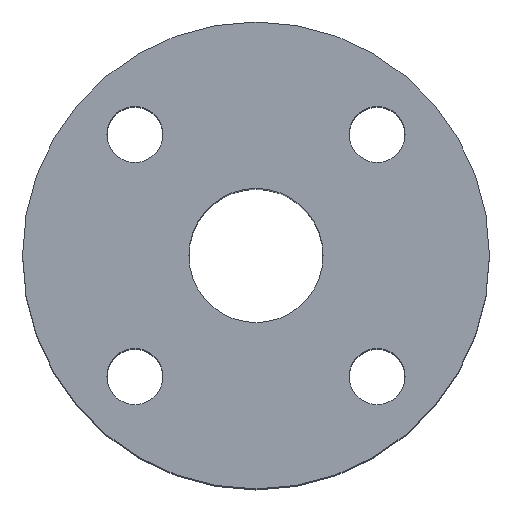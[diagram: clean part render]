
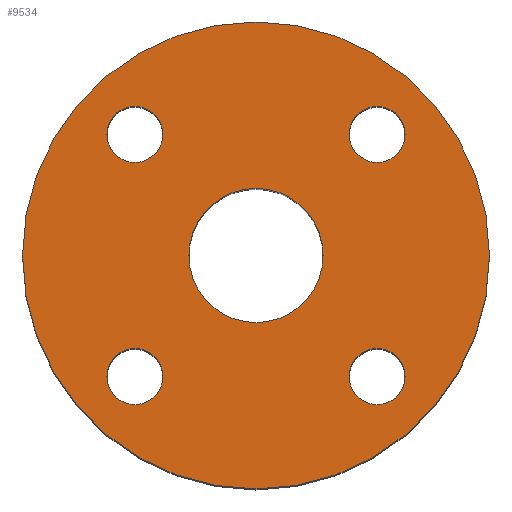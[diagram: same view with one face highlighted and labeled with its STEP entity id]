
A CAD part, top view. The second image highlights one B-rep face of the part: STEP entity #9534.
In plain terms, the highlighted planar face has unit normal (0, 0, 1).
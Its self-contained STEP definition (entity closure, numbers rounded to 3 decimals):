
#39 = CARTESIAN_POINT ( 'NONE',  ( 0., 0., 0. ) ) ;
#347 = VERTEX_POINT ( 'NONE', #16933 ) ;
#387 = CIRCLE ( 'NONE', #22941, 9. ) ;
#479 = DIRECTION ( 'NONE',  ( 0., 0., 1. ) ) ;
#600 = EDGE_CURVE ( 'NONE', #16505, #347, #387, .T. ) ;
#931 = VERTEX_POINT ( 'NONE', #28170 ) ;
#1067 = EDGE_CURVE ( 'NONE', #1837, #1730, #9773, .T. ) ;
#1439 = AXIS2_PLACEMENT_3D ( 'NONE', #17223, #7780, #28091 ) ;
#1597 = EDGE_LOOP ( 'NONE', ( #21366, #20204 ) ) ;
#1611 = CARTESIAN_POINT ( 'NONE',  ( 29.891, 38.891, 0. ) ) ;
#1730 = VERTEX_POINT ( 'NONE', #6385 ) ;
#1837 = VERTEX_POINT ( 'NONE', #11684 ) ;
#2035 = EDGE_CURVE ( 'NONE', #1730, #1837, #9337, .T. ) ;
#2398 = CARTESIAN_POINT ( 'NONE',  ( 38.891, -38.891, 0. ) ) ;
#2410 = ORIENTED_EDGE ( 'NONE', *, *, #24037, .F. ) ;
#2512 = DIRECTION ( 'NONE',  ( 0., 1., 0. ) ) ;
#2899 = DIRECTION ( 'NONE',  ( -1., 0., 0. ) ) ;
#3299 = CIRCLE ( 'NONE', #1439, 21.55 ) ;
#4514 = CARTESIAN_POINT ( 'NONE',  ( -21.55, 0., 0. ) ) ;
#4555 = CIRCLE ( 'NONE', #21024, 75. ) ;
#4737 = CARTESIAN_POINT ( 'NONE',  ( -75., 0., 0. ) ) ;
#4783 = CIRCLE ( 'NONE', #23135, 9. ) ;
#4793 = EDGE_LOOP ( 'NONE', ( #5411, #19225 ) ) ;
#5079 = ORIENTED_EDGE ( 'NONE', *, *, #19150, .F. ) ;
#5351 = EDGE_CURVE ( 'NONE', #14998, #931, #20367, .T. ) ;
#5411 = ORIENTED_EDGE ( 'NONE', *, *, #5804, .F. ) ;
#5467 = ORIENTED_EDGE ( 'NONE', *, *, #600, .F. ) ;
#5804 = EDGE_CURVE ( 'NONE', #14251, #22482, #21780, .T. ) ;
#6385 = CARTESIAN_POINT ( 'NONE',  ( -29.891, 38.891, 0. ) ) ;
#7357 = DIRECTION ( 'NONE',  ( 0., 0., 1. ) ) ;
#7416 = CARTESIAN_POINT ( 'NONE',  ( -29.891, -38.891, 0. ) ) ;
#7780 = DIRECTION ( 'NONE',  ( 0., 0., 1. ) ) ;
#8080 = FACE_BOUND ( 'NONE', #28847, .T. ) ;
#8132 = CIRCLE ( 'NONE', #22705, 9. ) ;
#9218 = CARTESIAN_POINT ( 'NONE',  ( 38.891, 38.891, 0. ) ) ;
#9337 = CIRCLE ( 'NONE', #26717, 9. ) ;
#9457 = CIRCLE ( 'NONE', #26859, 9. ) ;
#9516 = ORIENTED_EDGE ( 'NONE', *, *, #26436, .T. ) ;
#9534 = ADVANCED_FACE ( 'NONE', ( #16633, #8080, #10143, #21343, #9998, #19283 ), #27949, .F. ) ;
#9580 = EDGE_CURVE ( 'NONE', #22482, #14251, #3299, .T. ) ;
#9657 = EDGE_LOOP ( 'NONE', ( #20416, #2410 ) ) ;
#9773 = CIRCLE ( 'NONE', #26237, 9. ) ;
#9998 = FACE_BOUND ( 'NONE', #4793, .T. ) ;
#10112 = CARTESIAN_POINT ( 'NONE',  ( 0., 0., 0. ) ) ;
#10143 = FACE_BOUND ( 'NONE', #1597, .T. ) ;
#10835 = AXIS2_PLACEMENT_3D ( 'NONE', #19433, #14407, #28387 ) ;
#10843 = DIRECTION ( 'NONE',  ( 1., 0., 0. ) ) ;
#11002 = DIRECTION ( 'NONE',  ( 0., 0., 1. ) ) ;
#11007 = CIRCLE ( 'NONE', #21347, 9. ) ;
#11530 = CARTESIAN_POINT ( 'NONE',  ( 38.891, 38.891, 0. ) ) ;
#11684 = CARTESIAN_POINT ( 'NONE',  ( -47.891, 38.891, 0. ) ) ;
#11943 = EDGE_LOOP ( 'NONE', ( #9516, #14594 ) ) ;
#12347 = DIRECTION ( 'NONE',  ( -1., 0., 0. ) ) ;
#13213 = DIRECTION ( 'NONE',  ( 0., 1., 0. ) ) ;
#13287 = DIRECTION ( 'NONE',  ( 0., -1., 0. ) ) ;
#13623 = DIRECTION ( 'NONE',  ( 0., 0., 1. ) ) ;
#13636 = DIRECTION ( 'NONE',  ( 0., 0., 1. ) ) ;
#13704 = CARTESIAN_POINT ( 'NONE',  ( -38.891, 38.891, 0. ) ) ;
#14251 = VERTEX_POINT ( 'NONE', #23575 ) ;
#14350 = ORIENTED_EDGE ( 'NONE', *, *, #20908, .F. ) ;
#14407 = DIRECTION ( 'NONE',  ( 0., 0., -1. ) ) ;
#14594 = ORIENTED_EDGE ( 'NONE', *, *, #5351, .T. ) ;
#14998 = VERTEX_POINT ( 'NONE', #4737 ) ;
#15514 = DIRECTION ( 'NONE',  ( 0., 0., 1. ) ) ;
#15992 = CARTESIAN_POINT ( 'NONE',  ( 0., 0., 0. ) ) ;
#16063 = EDGE_CURVE ( 'NONE', #347, #16505, #9457, .T. ) ;
#16505 = VERTEX_POINT ( 'NONE', #7416 ) ;
#16602 = AXIS2_PLACEMENT_3D ( 'NONE', #15992, #13623, #10843 ) ;
#16633 = FACE_BOUND ( 'NONE', #22230, .T. ) ;
#16844 = VERTEX_POINT ( 'NONE', #26405 ) ;
#16933 = CARTESIAN_POINT ( 'NONE',  ( -47.891, -38.891, 0. ) ) ;
#17040 = DIRECTION ( 'NONE',  ( 1., 0., 0. ) ) ;
#17223 = CARTESIAN_POINT ( 'NONE',  ( 0., 0., 0. ) ) ;
#17924 = DIRECTION ( 'NONE',  ( 1., 0., 0. ) ) ;
#18018 = DIRECTION ( 'NONE',  ( 0., 0., 1. ) ) ;
#18287 = VERTEX_POINT ( 'NONE', #1611 ) ;
#18465 = CARTESIAN_POINT ( 'NONE',  ( 47.891, -38.891, 0. ) ) ;
#18499 = AXIS2_PLACEMENT_3D ( 'NONE', #39, #15514, #24485 ) ;
#18531 = CARTESIAN_POINT ( 'NONE',  ( -38.891, -38.891, 0. ) ) ;
#19150 = EDGE_CURVE ( 'NONE', #16844, #20680, #4783, .T. ) ;
#19225 = ORIENTED_EDGE ( 'NONE', *, *, #9580, .F. ) ;
#19283 = FACE_OUTER_BOUND ( 'NONE', #11943, .T. ) ;
#19433 = CARTESIAN_POINT ( 'NONE',  ( 0., 21.55, 0. ) ) ;
#20084 = CIRCLE ( 'NONE', #24778, 9. ) ;
#20204 = ORIENTED_EDGE ( 'NONE', *, *, #1067, .F. ) ;
#20367 = CIRCLE ( 'NONE', #18499, 75. ) ;
#20416 = ORIENTED_EDGE ( 'NONE', *, *, #26970, .F. ) ;
#20680 = VERTEX_POINT ( 'NONE', #18465 ) ;
#20908 = EDGE_CURVE ( 'NONE', #20680, #16844, #8132, .T. ) ;
#21024 = AXIS2_PLACEMENT_3D ( 'NONE', #10112, #25858, #17040 ) ;
#21343 = FACE_BOUND ( 'NONE', #9657, .T. ) ;
#21347 = AXIS2_PLACEMENT_3D ( 'NONE', #9218, #13636, #17924 ) ;
#21366 = ORIENTED_EDGE ( 'NONE', *, *, #2035, .F. ) ;
#21780 = CIRCLE ( 'NONE', #16602, 21.55 ) ;
#22230 = EDGE_LOOP ( 'NONE', ( #14350, #5079 ) ) ;
#22482 = VERTEX_POINT ( 'NONE', #4514 ) ;
#22575 = VERTEX_POINT ( 'NONE', #23487 ) ;
#22705 = AXIS2_PLACEMENT_3D ( 'NONE', #26672, #24322, #13287 ) ;
#22941 = AXIS2_PLACEMENT_3D ( 'NONE', #18531, #25288, #2899 ) ;
#23135 = AXIS2_PLACEMENT_3D ( 'NONE', #2398, #479, #27130 ) ;
#23487 = CARTESIAN_POINT ( 'NONE',  ( 47.891, 38.891, 0. ) ) ;
#23536 = CARTESIAN_POINT ( 'NONE',  ( -38.891, -38.891, 0. ) ) ;
#23575 = CARTESIAN_POINT ( 'NONE',  ( 21.55, 0., 0. ) ) ;
#24037 = EDGE_CURVE ( 'NONE', #18287, #22575, #11007, .T. ) ;
#24322 = DIRECTION ( 'NONE',  ( 0., 0., 1. ) ) ;
#24485 = DIRECTION ( 'NONE',  ( 1., 0., 0. ) ) ;
#24769 = DIRECTION ( 'NONE',  ( 1., 0., 0. ) ) ;
#24778 = AXIS2_PLACEMENT_3D ( 'NONE', #11530, #18018, #24769 ) ;
#25288 = DIRECTION ( 'NONE',  ( 0., 0., 1. ) ) ;
#25858 = DIRECTION ( 'NONE',  ( 0., 0., 1. ) ) ;
#25896 = DIRECTION ( 'NONE',  ( 0., 0., 1. ) ) ;
#26237 = AXIS2_PLACEMENT_3D ( 'NONE', #13704, #7357, #2512 ) ;
#26405 = CARTESIAN_POINT ( 'NONE',  ( 29.891, -38.891, 0. ) ) ;
#26436 = EDGE_CURVE ( 'NONE', #931, #14998, #4555, .T. ) ;
#26672 = CARTESIAN_POINT ( 'NONE',  ( 38.891, -38.891, 0. ) ) ;
#26717 = AXIS2_PLACEMENT_3D ( 'NONE', #28657, #11002, #13213 ) ;
#26859 = AXIS2_PLACEMENT_3D ( 'NONE', #23536, #25896, #12347 ) ;
#26970 = EDGE_CURVE ( 'NONE', #22575, #18287, #20084, .T. ) ;
#27130 = DIRECTION ( 'NONE',  ( 0., -1., 0. ) ) ;
#27889 = ORIENTED_EDGE ( 'NONE', *, *, #16063, .F. ) ;
#27949 = PLANE ( 'NONE',  #10835 ) ;
#28091 = DIRECTION ( 'NONE',  ( 1., 0., 0. ) ) ;
#28170 = CARTESIAN_POINT ( 'NONE',  ( 75., 0., 0. ) ) ;
#28387 = DIRECTION ( 'NONE',  ( -1., 0., 0. ) ) ;
#28657 = CARTESIAN_POINT ( 'NONE',  ( -38.891, 38.891, 0. ) ) ;
#28847 = EDGE_LOOP ( 'NONE', ( #5467, #27889 ) ) ;
